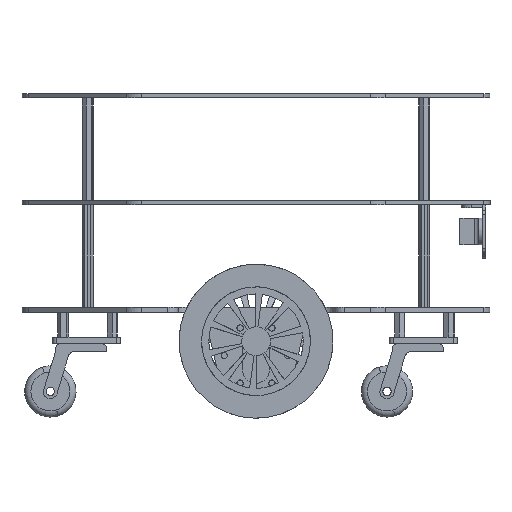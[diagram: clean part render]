
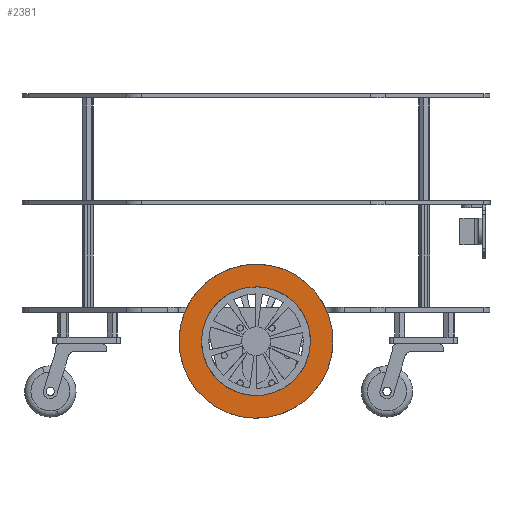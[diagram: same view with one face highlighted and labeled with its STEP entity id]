
A CAD part, front view. The second image highlights one B-rep face of the part: STEP entity #2381.
In plain terms, the highlighted planar face has unit normal (0, -1, 0).
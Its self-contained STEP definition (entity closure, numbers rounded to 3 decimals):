
#221 = CIRCLE ( 'NONE', #7186, 37.5 ) ;
#919 = DIRECTION ( 'NONE',  ( 0., 1., 0. ) ) ;
#1475 = EDGE_CURVE ( 'NONE', #20474, #6113, #19632, .T. ) ;
#1634 = EDGE_LOOP ( 'NONE', ( #13018, #6321 ) ) ;
#1907 = FACE_BOUND ( 'NONE', #16959, .T. ) ;
#2169 = DIRECTION ( 'NONE',  ( 0., 0., 1. ) ) ;
#2381 = ADVANCED_FACE ( 'NONE', ( #18131, #1907 ), #9903, .F. ) ;
#3049 = EDGE_CURVE ( 'NONE', #6113, #20474, #19739, .T. ) ;
#3341 = EDGE_CURVE ( 'NONE', #8613, #15248, #5739, .T. ) ;
#3889 = CARTESIAN_POINT ( 'NONE',  ( 0., 0., 0. ) ) ;
#4466 = CARTESIAN_POINT ( 'NONE',  ( 0., 0., -37.5 ) ) ;
#4953 = CARTESIAN_POINT ( 'NONE',  ( 0., 0., 0. ) ) ;
#5332 = AXIS2_PLACEMENT_3D ( 'NONE', #14836, #13291, #2169 ) ;
#5341 = CARTESIAN_POINT ( 'NONE',  ( 0., 0., 0. ) ) ;
#5544 = DIRECTION ( 'NONE',  ( 0., 1., 0. ) ) ;
#5739 = CIRCLE ( 'NONE', #9691, 37.5 ) ;
#6113 = VERTEX_POINT ( 'NONE', #14523 ) ;
#6321 = ORIENTED_EDGE ( 'NONE', *, *, #11091, .F. ) ;
#6837 = CARTESIAN_POINT ( 'NONE',  ( 0., 0., 0. ) ) ;
#7088 = AXIS2_PLACEMENT_3D ( 'NONE', #6837, #919, #11843 ) ;
#7186 = AXIS2_PLACEMENT_3D ( 'NONE', #5341, #5544, #8641 ) ;
#8613 = VERTEX_POINT ( 'NONE', #4466 ) ;
#8641 = DIRECTION ( 'NONE',  ( 0., 0., 1. ) ) ;
#9691 = AXIS2_PLACEMENT_3D ( 'NONE', #4953, #16078, #11188 ) ;
#9903 = PLANE ( 'NONE',  #18696 ) ;
#10198 = ORIENTED_EDGE ( 'NONE', *, *, #3049, .T. ) ;
#10217 = DIRECTION ( 'NONE',  ( 0., 1., 0. ) ) ;
#11091 = EDGE_CURVE ( 'NONE', #15248, #8613, #221, .T. ) ;
#11188 = DIRECTION ( 'NONE',  ( 0., 0., 1. ) ) ;
#11843 = DIRECTION ( 'NONE',  ( 0., 0., 1. ) ) ;
#12382 = CARTESIAN_POINT ( 'NONE',  ( 0., 0., 37.5 ) ) ;
#13018 = ORIENTED_EDGE ( 'NONE', *, *, #3341, .F. ) ;
#13291 = DIRECTION ( 'NONE',  ( 0., 1., 0. ) ) ;
#13459 = ORIENTED_EDGE ( 'NONE', *, *, #1475, .T. ) ;
#14382 = CARTESIAN_POINT ( 'NONE',  ( 0., 0., 26.5 ) ) ;
#14523 = CARTESIAN_POINT ( 'NONE',  ( 0., 0., -26.5 ) ) ;
#14836 = CARTESIAN_POINT ( 'NONE',  ( 0., 0., 0. ) ) ;
#15248 = VERTEX_POINT ( 'NONE', #12382 ) ;
#16078 = DIRECTION ( 'NONE',  ( 0., 1., 0. ) ) ;
#16560 = DIRECTION ( 'NONE',  ( 0., 0., 1. ) ) ;
#16959 = EDGE_LOOP ( 'NONE', ( #10198, #13459 ) ) ;
#18131 = FACE_OUTER_BOUND ( 'NONE', #1634, .T. ) ;
#18696 = AXIS2_PLACEMENT_3D ( 'NONE', #3889, #10217, #16560 ) ;
#19632 = CIRCLE ( 'NONE', #5332, 26.5 ) ;
#19739 = CIRCLE ( 'NONE', #7088, 26.5 ) ;
#20474 = VERTEX_POINT ( 'NONE', #14382 ) ;
